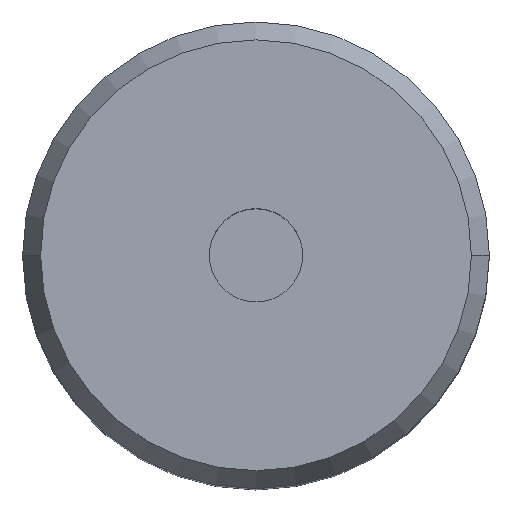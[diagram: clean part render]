
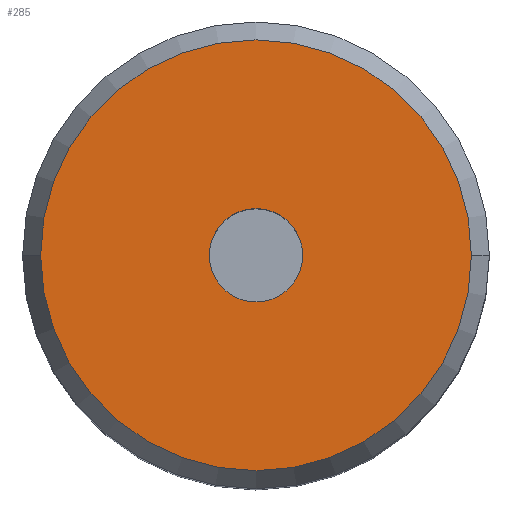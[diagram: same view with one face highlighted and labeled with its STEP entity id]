
A CAD part, top view. The second image highlights one B-rep face of the part: STEP entity #285.
In plain terms, the highlighted planar face has unit normal (0, 0, 1).
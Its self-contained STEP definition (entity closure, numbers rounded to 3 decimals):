
#22 = DIRECTION ( 'NONE',  ( 1., 0., 0. ) ) ;
#26 = DIRECTION ( 'NONE',  ( 0., 0., 1. ) ) ;
#28 = CIRCLE ( 'NONE', #181, 3. ) ;
#30 = EDGE_CURVE ( 'NONE', #317, #244, #103, .T. ) ;
#44 = CIRCLE ( 'NONE', #375, 13.845 ) ;
#63 = DIRECTION ( 'NONE',  ( 1., 0., 0. ) ) ;
#67 = EDGE_LOOP ( 'NONE', ( #500, #275 ) ) ;
#76 = EDGE_LOOP ( 'NONE', ( #225, #281 ) ) ;
#103 = CIRCLE ( 'NONE', #465, 13.845 ) ;
#115 = EDGE_CURVE ( 'NONE', #244, #317, #44, .T. ) ;
#125 = FACE_BOUND ( 'NONE', #67, .T. ) ;
#146 = VERTEX_POINT ( 'NONE', #202 ) ;
#181 = AXIS2_PLACEMENT_3D ( 'NONE', #467, #26, #337 ) ;
#202 = CARTESIAN_POINT ( 'NONE',  ( 3., 0., 49. ) ) ;
#218 = CARTESIAN_POINT ( 'NONE',  ( 0., 0., 49. ) ) ;
#225 = ORIENTED_EDGE ( 'NONE', *, *, #30, .T. ) ;
#226 = VERTEX_POINT ( 'NONE', #241 ) ;
#241 = CARTESIAN_POINT ( 'NONE',  ( -3., 0., 49. ) ) ;
#244 = VERTEX_POINT ( 'NONE', #290 ) ;
#264 = CARTESIAN_POINT ( 'NONE',  ( -13.845, 0., 49. ) ) ;
#275 = ORIENTED_EDGE ( 'NONE', *, *, #434, .F. ) ;
#281 = ORIENTED_EDGE ( 'NONE', *, *, #115, .T. ) ;
#282 = PLANE ( 'NONE',  #511 ) ;
#283 = DIRECTION ( 'NONE',  ( 0., 0., 1. ) ) ;
#285 = ADVANCED_FACE ( 'NONE', ( #496, #125 ), #282, .T. ) ;
#290 = CARTESIAN_POINT ( 'NONE',  ( 13.845, 0., 49. ) ) ;
#296 = CARTESIAN_POINT ( 'NONE',  ( 0., 0., 49. ) ) ;
#297 = CARTESIAN_POINT ( 'NONE',  ( 0., 0., 49. ) ) ;
#317 = VERTEX_POINT ( 'NONE', #264 ) ;
#329 = AXIS2_PLACEMENT_3D ( 'NONE', #297, #464, #63 ) ;
#337 = DIRECTION ( 'NONE',  ( 1., 0., 0. ) ) ;
#340 = DIRECTION ( 'NONE',  ( 0., 0., 1. ) ) ;
#375 = AXIS2_PLACEMENT_3D ( 'NONE', #218, #340, #486 ) ;
#402 = EDGE_CURVE ( 'NONE', #146, #226, #28, .T. ) ;
#404 = DIRECTION ( 'NONE',  ( 1., 0., 0. ) ) ;
#434 = EDGE_CURVE ( 'NONE', #226, #146, #499, .T. ) ;
#451 = CARTESIAN_POINT ( 'NONE',  ( 3., 0., 49. ) ) ;
#463 = DIRECTION ( 'NONE',  ( 0., 0., 1. ) ) ;
#464 = DIRECTION ( 'NONE',  ( 0., 0., 1. ) ) ;
#465 = AXIS2_PLACEMENT_3D ( 'NONE', #296, #463, #22 ) ;
#467 = CARTESIAN_POINT ( 'NONE',  ( 0., 0., 49. ) ) ;
#486 = DIRECTION ( 'NONE',  ( 1., 0., 0. ) ) ;
#496 = FACE_OUTER_BOUND ( 'NONE', #76, .T. ) ;
#499 = CIRCLE ( 'NONE', #329, 3. ) ;
#500 = ORIENTED_EDGE ( 'NONE', *, *, #402, .F. ) ;
#511 = AXIS2_PLACEMENT_3D ( 'NONE', #451, #283, #404 ) ;
